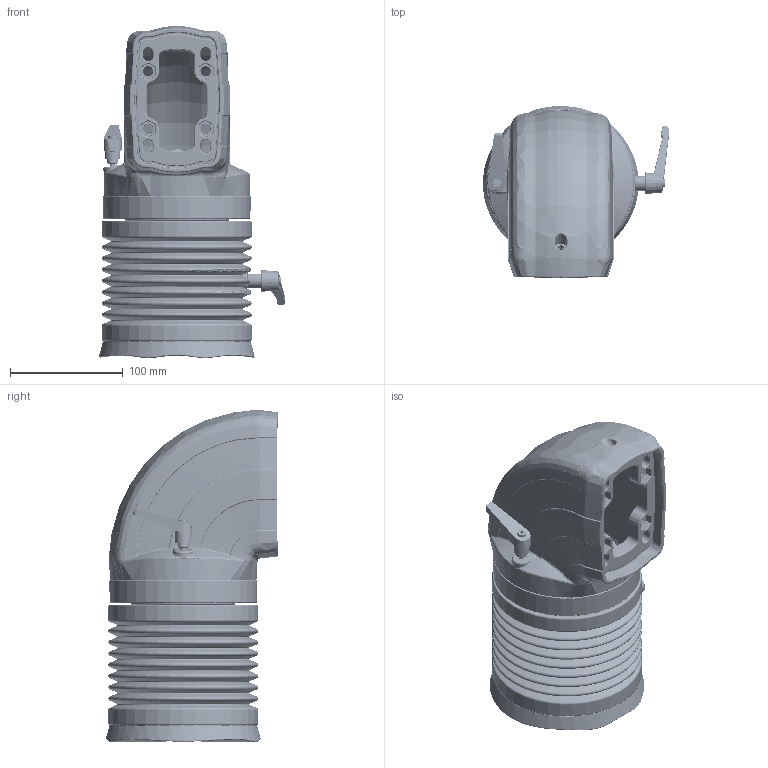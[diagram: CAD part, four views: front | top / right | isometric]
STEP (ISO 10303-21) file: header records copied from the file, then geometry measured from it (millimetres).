
FILE_DESCRIPTION (( 'STEP AP203' ), '1' );
FILE_NAME ('TK120.411.STEP', '2018-09-19T05:43:01', ( '' ), ( '' ), 'SwSTEP 2.0', 'SolidWorks 2018', '' );
FILE_SCHEMA (( 'CONFIG_CONTROL_DESIGN' ));
Length unit declared in the file: millimetre
Products named in the file (1): TK120.411
Bounding box: 165.17 x 152.74 x 294.76 mm (x, y, z)
Volume: 1147613 mm3; surface area: 545082.2 mm2
Topology: 18 solids, 18 shells, 9434 faces, 21564 edges, 12103 vertices
Faces by surface type: bspline 2788, torus 2202, cone 1687, cylinder 1034, plane 895, sphere 828
Entity records: 374124 total; most frequent: CARTESIAN_POINT 180194, ORIENTED_EDGE 42440, DIRECTION 39927, EDGE_CURVE 21220, AXIS2_PLACEMENT_3D 18265, VERTEX_POINT 12054, CIRCLE 11620, EDGE_LOOP 9816
